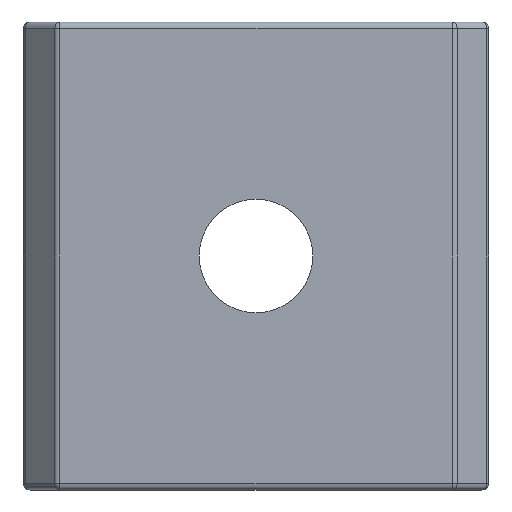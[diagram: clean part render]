
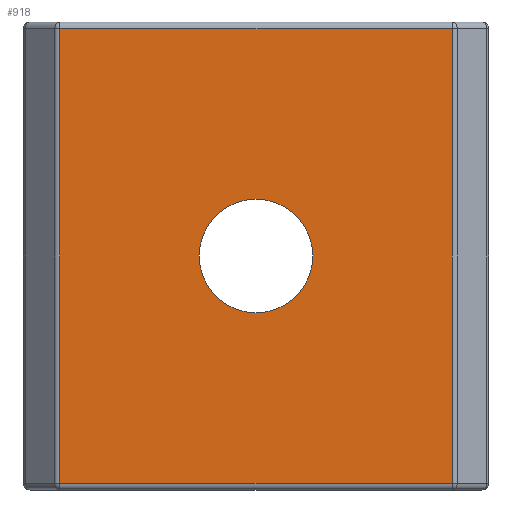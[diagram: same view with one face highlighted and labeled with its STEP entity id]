
A CAD part, front view. The second image highlights one B-rep face of the part: STEP entity #918.
In plain terms, the highlighted planar face has unit normal (0, -1, 0).
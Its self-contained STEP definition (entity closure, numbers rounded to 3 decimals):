
#28 = LINE ( 'NONE', #1032, #701 ) ;
#29 = CARTESIAN_POINT ( 'NONE',  ( -17.4, 0., 17.5 ) ) ;
#33 = CARTESIAN_POINT ( 'NONE',  ( -14.693, 0., -17.5 ) ) ;
#47 = VECTOR ( 'NONE', #206, 1000. ) ;
#167 = DIRECTION ( 'NONE',  ( 0., 0., -1. ) ) ;
#176 = CARTESIAN_POINT ( 'NONE',  ( 14.693, 0., 17. ) ) ;
#206 = DIRECTION ( 'NONE',  ( -1., 0., 0. ) ) ;
#301 = CARTESIAN_POINT ( 'NONE',  ( 0., 0., 0. ) ) ;
#361 = ORIENTED_EDGE ( 'NONE', *, *, #788, .T. ) ;
#429 = CARTESIAN_POINT ( 'NONE',  ( 0., 0., 4.25 ) ) ;
#443 = ORIENTED_EDGE ( 'NONE', *, *, #1662, .T. ) ;
#446 = DIRECTION ( 'NONE',  ( 0., 0., 1. ) ) ;
#473 = CARTESIAN_POINT ( 'NONE',  ( -14.9, 0., 17. ) ) ;
#524 = AXIS2_PLACEMENT_3D ( 'NONE', #1435, #610, #1568 ) ;
#536 = CARTESIAN_POINT ( 'NONE',  ( -17.4, 0., -17. ) ) ;
#541 = DIRECTION ( 'NONE',  ( 1., 0., 0. ) ) ;
#560 = DIRECTION ( 'NONE',  ( 0., 1., 0. ) ) ;
#563 = VERTEX_POINT ( 'NONE', #1260 ) ;
#569 = LINE ( 'NONE', #536, #887 ) ;
#610 = DIRECTION ( 'NONE',  ( 0., 1., 0. ) ) ;
#612 = CARTESIAN_POINT ( 'NONE',  ( 14.693, 0., -17. ) ) ;
#632 = EDGE_LOOP ( 'NONE', ( #757, #1007, #443, #361 ) ) ;
#645 = FACE_BOUND ( 'NONE', #836, .T. ) ;
#654 = AXIS2_PLACEMENT_3D ( 'NONE', #301, #1254, #446 ) ;
#701 = VECTOR ( 'NONE', #1725, 1000. ) ;
#757 = ORIENTED_EDGE ( 'NONE', *, *, #1316, .T. ) ;
#767 = LINE ( 'NONE', #473, #47 ) ;
#788 = EDGE_CURVE ( 'NONE', #563, #1572, #569, .T. ) ;
#836 = EDGE_LOOP ( 'NONE', ( #921, #915 ) ) ;
#841 = CARTESIAN_POINT ( 'NONE',  ( 0., 0., -4.25 ) ) ;
#887 = VECTOR ( 'NONE', #541, 1000. ) ;
#908 = CIRCLE ( 'NONE', #654, 4.25 ) ;
#909 = VECTOR ( 'NONE', #167, 1000. ) ;
#912 = AXIS2_PLACEMENT_3D ( 'NONE', #29, #560, #960 ) ;
#915 = ORIENTED_EDGE ( 'NONE', *, *, #1081, .T. ) ;
#918 = ADVANCED_FACE ( 'NONE', ( #994, #645 ), #1650, .F. ) ;
#921 = ORIENTED_EDGE ( 'NONE', *, *, #952, .T. ) ;
#932 = VERTEX_POINT ( 'NONE', #429 ) ;
#952 = EDGE_CURVE ( 'NONE', #932, #981, #908, .T. ) ;
#953 = VERTEX_POINT ( 'NONE', #176 ) ;
#960 = DIRECTION ( 'NONE',  ( 0., 0., 1. ) ) ;
#981 = VERTEX_POINT ( 'NONE', #841 ) ;
#994 = FACE_OUTER_BOUND ( 'NONE', #632, .T. ) ;
#1007 = ORIENTED_EDGE ( 'NONE', *, *, #1506, .T. ) ;
#1032 = CARTESIAN_POINT ( 'NONE',  ( 14.693, 0., 17.5 ) ) ;
#1081 = EDGE_CURVE ( 'NONE', #981, #932, #1739, .T. ) ;
#1254 = DIRECTION ( 'NONE',  ( 0., 1., 0. ) ) ;
#1260 = CARTESIAN_POINT ( 'NONE',  ( -14.693, 0., -17. ) ) ;
#1280 = LINE ( 'NONE', #33, #909 ) ;
#1316 = EDGE_CURVE ( 'NONE', #1572, #953, #28, .T. ) ;
#1334 = CARTESIAN_POINT ( 'NONE',  ( -14.693, 0., 17. ) ) ;
#1378 = VERTEX_POINT ( 'NONE', #1334 ) ;
#1435 = CARTESIAN_POINT ( 'NONE',  ( 0., 0., 0. ) ) ;
#1506 = EDGE_CURVE ( 'NONE', #953, #1378, #767, .T. ) ;
#1568 = DIRECTION ( 'NONE',  ( 0., 0., 1. ) ) ;
#1572 = VERTEX_POINT ( 'NONE', #612 ) ;
#1650 = PLANE ( 'NONE',  #912 ) ;
#1662 = EDGE_CURVE ( 'NONE', #1378, #563, #1280, .T. ) ;
#1725 = DIRECTION ( 'NONE',  ( 0., 0., 1. ) ) ;
#1739 = CIRCLE ( 'NONE', #524, 4.25 ) ;
